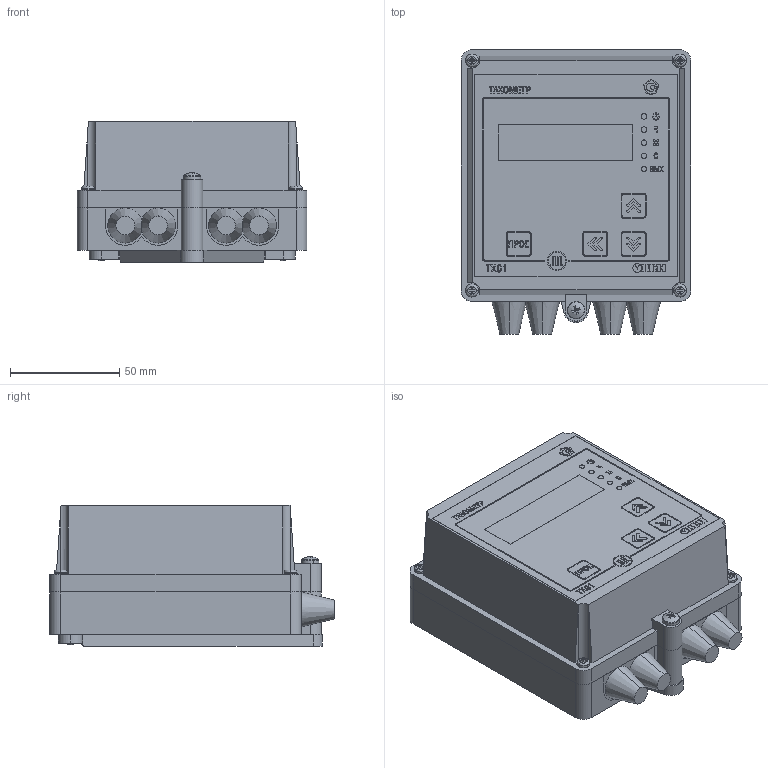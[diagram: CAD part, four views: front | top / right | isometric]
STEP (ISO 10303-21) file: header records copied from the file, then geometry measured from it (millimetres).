
FILE_DESCRIPTION (( 'STEP AP214' ), '1' );
FILE_NAME ('3D Ìîäåëü ÒÕ01-Í.STEP', '2017-03-11T08:43:34', ( '' ), ( '' ), 'SwSTEP 2.0', 'SolidWorks 2013', '' );
FILE_SCHEMA (( 'AUTOMOTIVE_DESIGN' ));
Length unit declared in the file: millimetre
Products named in the file (12): 鎔艜_B18.6.7M - M4 x 0.7 x 40 Type I Cross Recessed PHMS --40N; 鎔艜 襞旂 17473_M4x10; 砑鳧罻; ч蜱齁膱; Êîðïóñ Í_íèç; 扻豵鵨 狉瞂贂; 3D Ìîäåëü ÒÕ01-Í; ﾊ煇鳫; Ãàéêà ÃÎÑÒ 5927_ƒ ©ª  Œ4.5.019 ƒŽ‘’ 5927; Ïàíåëü ëèöåâàÿ ÒÕ01-Í; 睯艜 膴樖樉
Assembly tree (16 placements, depth 3):
  3D Ìîäåëü ÒÕ01-Í
    扻豵鵨 狉瞂贂
    Êîðïóñ Í_íèç
    ч蜱齁膱  x2
    砑鳧罻
    鎔艜 襞旂 17473_M4x10  x2
    鎔艜_B18.6.7M - M4 x 0.7 x 40 Type I Cross Recessed PHMS --40N
    睯艜 膴樖樉  x4
    Ïàíåëü ëèöåâàÿ ÒÕ01-Í
    ﾊ煇鳫
      ﾊ煇鳫
      Ãàéêà ÃÎÑÒ 5927_ƒ ©ª  Œ4.5.019 ƒŽ‘’ 5927
Bounding box: 105 x 130 x 64.6 mm (x, y, z)
Volume: 152736.9 mm3; surface area: 130810.3 mm2
Topology: 15 solids, 15 shells, 1063 faces, 2763 edges, 1826 vertices
Faces by surface type: plane 681, bspline 185, cylinder 149, cone 24, torus 20, sphere 4
Entity records: 39146 total; most frequent: CARTESIAN_POINT 8338, ORIENTED_EDGE 4978, DIRECTION 3938, EDGE_CURVE 2489, LINE 1726, VECTOR 1726, VERTEX_POINT 1650, AXIS2_PLACEMENT_3D 1106
